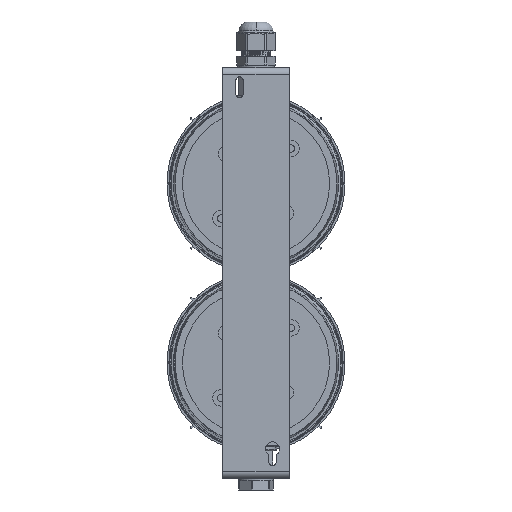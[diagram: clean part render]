
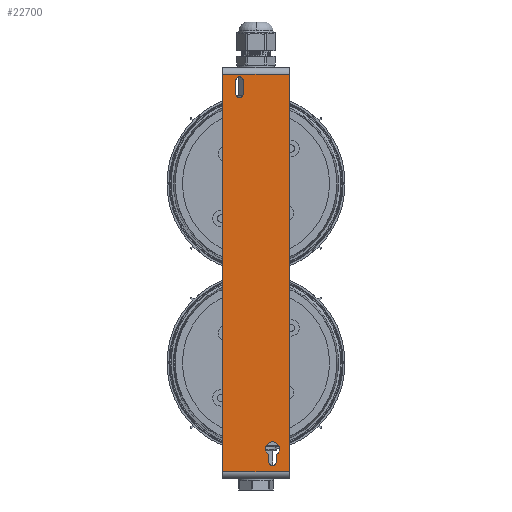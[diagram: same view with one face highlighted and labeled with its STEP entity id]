
A CAD part, front view. The second image highlights one B-rep face of the part: STEP entity #22700.
In plain terms, the highlighted planar face has unit normal (0, -1, 0).
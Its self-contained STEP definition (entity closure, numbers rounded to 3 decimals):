
#842 = ORIENTED_EDGE ( 'NONE', *, *, #24134, .T. ) ;
#1097 = EDGE_CURVE ( 'NONE', #67520, #10598, #39208, .T. ) ;
#1156 = DIRECTION ( 'NONE',  ( 0., 1., 0. ) ) ;
#1625 = CIRCLE ( 'NONE', #35090, 2.25 ) ;
#1738 = VERTEX_POINT ( 'NONE', #31897 ) ;
#2011 = LINE ( 'NONE', #67690, #39547 ) ;
#2816 = EDGE_CURVE ( 'NONE', #3927, #61203, #2011, .T. ) ;
#2954 = EDGE_CURVE ( 'NONE', #54811, #13099, #63367, .T. ) ;
#2984 = CIRCLE ( 'NONE', #68420, 2.25 ) ;
#3927 = VERTEX_POINT ( 'NONE', #8581 ) ;
#4148 = DIRECTION ( 'NONE',  ( 0., 0., 1. ) ) ;
#4203 = CARTESIAN_POINT ( 'NONE',  ( -10., -74.271, 163.938 ) ) ;
#4252 = FACE_OUTER_BOUND ( 'NONE', #70110, .T. ) ;
#4612 = LINE ( 'NONE', #24597, #55810 ) ;
#4688 = EDGE_CURVE ( 'NONE', #40624, #51552, #52782, .T. ) ;
#5651 = LINE ( 'NONE', #61590, #22759 ) ;
#5782 = DIRECTION ( 'NONE',  ( 0., 0., -1. ) ) ;
#6073 = LINE ( 'NONE', #43349, #18083 ) ;
#6739 = CARTESIAN_POINT ( 'NONE',  ( 20., -74.271, -73.062 ) ) ;
#7806 = VERTEX_POINT ( 'NONE', #58478 ) ;
#7821 = CARTESIAN_POINT ( 'NONE',  ( 7.75, -74.271, -62.667 ) ) ;
#8107 = DIRECTION ( 'NONE',  ( 0., 0., 1. ) ) ;
#8581 = CARTESIAN_POINT ( 'NONE',  ( -7.75, -74.271, 163.938 ) ) ;
#9588 = CARTESIAN_POINT ( 'NONE',  ( -10., -74.271, 166.188 ) ) ;
#9712 = VERTEX_POINT ( 'NONE', #19186 ) ;
#10200 = DIRECTION ( 'NONE',  ( 0., 0., 1. ) ) ;
#10598 = VERTEX_POINT ( 'NONE', #9588 ) ;
#11475 = DIRECTION ( 'NONE',  ( 0., 0., 1. ) ) ;
#12051 = CARTESIAN_POINT ( 'NONE',  ( -7.75, -74.271, 155.938 ) ) ;
#12102 = EDGE_CURVE ( 'NONE', #51552, #59064, #6073, .T. ) ;
#13099 = VERTEX_POINT ( 'NONE', #48737 ) ;
#13635 = EDGE_LOOP ( 'NONE', ( #53201, #25056, #16552, #29191, #26503 ) ) ;
#14028 = ORIENTED_EDGE ( 'NONE', *, *, #25594, .T. ) ;
#16552 = ORIENTED_EDGE ( 'NONE', *, *, #54367, .T. ) ;
#16911 = ORIENTED_EDGE ( 'NONE', *, *, #25366, .T. ) ;
#17868 = VECTOR ( 'NONE', #4148, 1000. ) ;
#18083 = VECTOR ( 'NONE', #11475, 1000. ) ;
#18600 = DIRECTION ( 'NONE',  ( 0., 0., 1. ) ) ;
#18784 = DIRECTION ( 'NONE',  ( 0., 1., 0. ) ) ;
#18939 = ORIENTED_EDGE ( 'NONE', *, *, #24963, .T. ) ;
#19186 = CARTESIAN_POINT ( 'NONE',  ( 20., -74.271, 167.938 ) ) ;
#20268 = VERTEX_POINT ( 'NONE', #61083 ) ;
#20954 = CARTESIAN_POINT ( 'NONE',  ( -10., -74.271, 155.938 ) ) ;
#22358 = CARTESIAN_POINT ( 'NONE',  ( -20., -74.271, -73.062 ) ) ;
#22700 = ADVANCED_FACE ( 'NONE', ( #64897, #69156, #4252 ), #42724, .T. ) ;
#22759 = VECTOR ( 'NONE', #23729, 1000. ) ;
#22761 = AXIS2_PLACEMENT_3D ( 'NONE', #38359, #1156, #60545 ) ;
#23628 = CARTESIAN_POINT ( 'NONE',  ( 20., -74.271, -73.062 ) ) ;
#23729 = DIRECTION ( 'NONE',  ( -1., 0., 0. ) ) ;
#24134 = EDGE_CURVE ( 'NONE', #9712, #59064, #5651, .T. ) ;
#24479 = CARTESIAN_POINT ( 'NONE',  ( 10., -74.271, -67.062 ) ) ;
#24597 = CARTESIAN_POINT ( 'NONE',  ( 12.25, -74.271, -62.667 ) ) ;
#24963 = EDGE_CURVE ( 'NONE', #10598, #3927, #2984, .T. ) ;
#25056 = ORIENTED_EDGE ( 'NONE', *, *, #2954, .T. ) ;
#25064 = CARTESIAN_POINT ( 'NONE',  ( -20., -74.271, 167.938 ) ) ;
#25366 = EDGE_CURVE ( 'NONE', #40624, #9712, #48134, .T. ) ;
#25594 = EDGE_CURVE ( 'NONE', #61203, #50662, #1625, .T. ) ;
#25851 = ORIENTED_EDGE ( 'NONE', *, *, #2816, .T. ) ;
#25991 = EDGE_CURVE ( 'NONE', #7806, #20268, #67281, .T. ) ;
#26503 = ORIENTED_EDGE ( 'NONE', *, *, #48510, .T. ) ;
#28341 = CARTESIAN_POINT ( 'NONE',  ( 10., -74.271, -54.812 ) ) ;
#28989 = DIRECTION ( 'NONE',  ( 0., 0., 1. ) ) ;
#29191 = ORIENTED_EDGE ( 'NONE', *, *, #25991, .T. ) ;
#29596 = DIRECTION ( 'NONE',  ( 0., 0., -1. ) ) ;
#29753 = DIRECTION ( 'NONE',  ( 0., 0., 1. ) ) ;
#29794 = EDGE_LOOP ( 'NONE', ( #14028, #43755, #31156, #18939, #25851 ) ) ;
#31156 = ORIENTED_EDGE ( 'NONE', *, *, #1097, .T. ) ;
#31897 = CARTESIAN_POINT ( 'NONE',  ( 7.75, -74.271, -62.667 ) ) ;
#34505 = CIRCLE ( 'NONE', #22761, 4.25 ) ;
#34984 = DIRECTION ( 'NONE',  ( 0., 0., -1. ) ) ;
#35034 = ORIENTED_EDGE ( 'NONE', *, *, #12102, .F. ) ;
#35090 = AXIS2_PLACEMENT_3D ( 'NONE', #20954, #59060, #10200 ) ;
#37141 = DIRECTION ( 'NONE',  ( 0., 1., 0. ) ) ;
#38359 = CARTESIAN_POINT ( 'NONE',  ( 10., -74.271, -59.062 ) ) ;
#38823 = VECTOR ( 'NONE', #18600, 1000. ) ;
#39208 = CIRCLE ( 'NONE', #43766, 2.25 ) ;
#39377 = DIRECTION ( 'NONE',  ( 0., -1., 0. ) ) ;
#39547 = VECTOR ( 'NONE', #34984, 1000. ) ;
#40115 = CARTESIAN_POINT ( 'NONE',  ( 20., -74.271, -73.062 ) ) ;
#40624 = VERTEX_POINT ( 'NONE', #40115 ) ;
#42330 = DIRECTION ( 'NONE',  ( 0., 0., 1. ) ) ;
#42724 = PLANE ( 'NONE',  #49902 ) ;
#43349 = CARTESIAN_POINT ( 'NONE',  ( -20., -74.271, -73.062 ) ) ;
#43755 = ORIENTED_EDGE ( 'NONE', *, *, #63400, .T. ) ;
#43766 = AXIS2_PLACEMENT_3D ( 'NONE', #4203, #37141, #42330 ) ;
#44695 = AXIS2_PLACEMENT_3D ( 'NONE', #24479, #57099, #28989 ) ;
#47773 = CARTESIAN_POINT ( 'NONE',  ( -12.25, -74.271, 155.938 ) ) ;
#47777 = CARTESIAN_POINT ( 'NONE',  ( -12.25, -74.271, 163.938 ) ) ;
#48134 = LINE ( 'NONE', #23628, #59231 ) ;
#48299 = ORIENTED_EDGE ( 'NONE', *, *, #4688, .F. ) ;
#48510 = EDGE_CURVE ( 'NONE', #20268, #1738, #67057, .T. ) ;
#48737 = CARTESIAN_POINT ( 'NONE',  ( 12.25, -74.271, -62.667 ) ) ;
#49902 = AXIS2_PLACEMENT_3D ( 'NONE', #6739, #39377, #5782 ) ;
#50662 = VERTEX_POINT ( 'NONE', #65457 ) ;
#51291 = DIRECTION ( 'NONE',  ( 0., 1., 0. ) ) ;
#51425 = CARTESIAN_POINT ( 'NONE',  ( 10., -74.271, -59.062 ) ) ;
#51552 = VERTEX_POINT ( 'NONE', #22358 ) ;
#52782 = LINE ( 'NONE', #70440, #68223 ) ;
#53201 = ORIENTED_EDGE ( 'NONE', *, *, #58068, .T. ) ;
#53673 = LINE ( 'NONE', #47773, #17868 ) ;
#54367 = EDGE_CURVE ( 'NONE', #13099, #7806, #4612, .T. ) ;
#54811 = VERTEX_POINT ( 'NONE', #28341 ) ;
#55810 = VECTOR ( 'NONE', #29596, 1000. ) ;
#56569 = CARTESIAN_POINT ( 'NONE',  ( -10., -74.271, 163.938 ) ) ;
#57099 = DIRECTION ( 'NONE',  ( 0., 1., 0. ) ) ;
#58068 = EDGE_CURVE ( 'NONE', #1738, #54811, #34505, .T. ) ;
#58478 = CARTESIAN_POINT ( 'NONE',  ( 12.25, -74.271, -67.062 ) ) ;
#59060 = DIRECTION ( 'NONE',  ( 0., 1., 0. ) ) ;
#59064 = VERTEX_POINT ( 'NONE', #25064 ) ;
#59231 = VECTOR ( 'NONE', #63148, 1000. ) ;
#59911 = DIRECTION ( 'NONE',  ( -1., 0., 0. ) ) ;
#60545 = DIRECTION ( 'NONE',  ( 0., 0., 1. ) ) ;
#61083 = CARTESIAN_POINT ( 'NONE',  ( 7.75, -74.271, -67.062 ) ) ;
#61203 = VERTEX_POINT ( 'NONE', #12051 ) ;
#61590 = CARTESIAN_POINT ( 'NONE',  ( 20., -74.271, 167.938 ) ) ;
#62320 = AXIS2_PLACEMENT_3D ( 'NONE', #51425, #18784, #29753 ) ;
#63148 = DIRECTION ( 'NONE',  ( 0., 0., 1. ) ) ;
#63367 = CIRCLE ( 'NONE', #62320, 4.25 ) ;
#63400 = EDGE_CURVE ( 'NONE', #50662, #67520, #53673, .T. ) ;
#64897 = FACE_BOUND ( 'NONE', #13635, .T. ) ;
#65457 = CARTESIAN_POINT ( 'NONE',  ( -12.25, -74.271, 155.938 ) ) ;
#67057 = LINE ( 'NONE', #7821, #38823 ) ;
#67281 = CIRCLE ( 'NONE', #44695, 2.25 ) ;
#67520 = VERTEX_POINT ( 'NONE', #47777 ) ;
#67690 = CARTESIAN_POINT ( 'NONE',  ( -7.75, -74.271, 155.938 ) ) ;
#68223 = VECTOR ( 'NONE', #59911, 1000. ) ;
#68420 = AXIS2_PLACEMENT_3D ( 'NONE', #56569, #51291, #8107 ) ;
#69156 = FACE_BOUND ( 'NONE', #29794, .T. ) ;
#70110 = EDGE_LOOP ( 'NONE', ( #35034, #48299, #16911, #842 ) ) ;
#70440 = CARTESIAN_POINT ( 'NONE',  ( 20., -74.271, -73.062 ) ) ;
